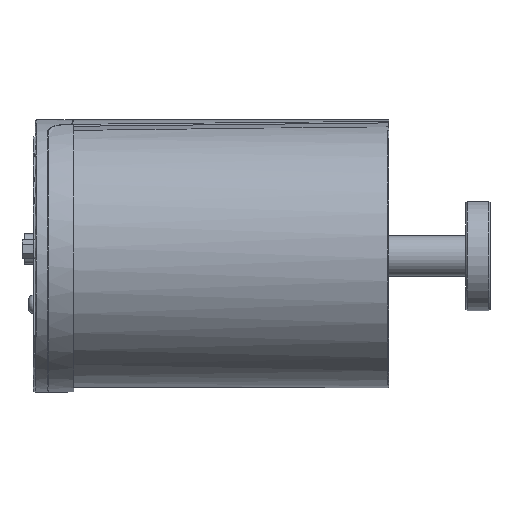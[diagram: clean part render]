
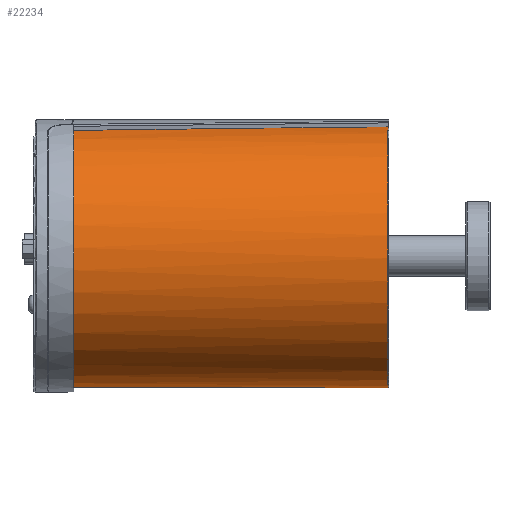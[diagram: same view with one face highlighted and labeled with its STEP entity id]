
A CAD part, left-side view. The second image highlights one B-rep face of the part: STEP entity #22234.
In plain terms, the highlighted cylindrical face has radius 41 mm (diameter 82 mm), a partial arc.
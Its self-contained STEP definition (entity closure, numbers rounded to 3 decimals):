
#238=ELLIPSE('',#24220,939.949,41.);
#239=ELLIPSE('',#24221,939.949,41.);
#6268=FACE_OUTER_BOUND('',#7661,.T.);
#7661=EDGE_LOOP('',(#19249,#19250,#19251,#19252));
#8558=CIRCLE('',#24191,41.);
#8573=CIRCLE('',#24222,41.);
#10511=VERTEX_POINT('',#37576);
#10512=VERTEX_POINT('',#37577);
#10514=VERTEX_POINT('',#37608);
#10515=VERTEX_POINT('',#37610);
#13445=EDGE_CURVE('',#10511,#10512,#8558,.T.);
#13460=EDGE_CURVE('',#10514,#10512,#238,.T.);
#13461=EDGE_CURVE('',#10511,#10515,#239,.T.);
#13462=EDGE_CURVE('',#10514,#10515,#8573,.T.);
#19249=ORIENTED_EDGE('',*,*,#13460,.T.);
#19250=ORIENTED_EDGE('',*,*,#13445,.F.);
#19251=ORIENTED_EDGE('',*,*,#13461,.T.);
#19252=ORIENTED_EDGE('',*,*,#13462,.F.);
#19928=CYLINDRICAL_SURFACE('',#24219,41.);
#22234=ADVANCED_FACE('',(#6268),#19928,.T.);
#24191=AXIS2_PLACEMENT_3D('',#37578,#29983,#29984);
#24219=AXIS2_PLACEMENT_3D('',#37607,#30039,#30040);
#24220=AXIS2_PLACEMENT_3D('',#37609,#30041,#30042);
#24221=AXIS2_PLACEMENT_3D('',#37611,#30043,#30044);
#24222=AXIS2_PLACEMENT_3D('',#37612,#30045,#30046);
#29983=DIRECTION('center_axis',(0.,-1.,0.));
#29984=DIRECTION('ref_axis',(-1.,0.,0.));
#30039=DIRECTION('center_axis',(0.,-1.,0.));
#30040=DIRECTION('ref_axis',(-1.,0.,0.));
#30041=DIRECTION('center_axis',(0.979,-0.044,-0.197));
#30042=DIRECTION('ref_axis',(-0.043,-0.999,0.009));
#30043=DIRECTION('center_axis',(-0.979,-0.044,
-0.197));
#30044=DIRECTION('ref_axis',(-0.043,0.999,-0.009));
#30045=DIRECTION('center_axis',(0.,1.,0.));
#30046=DIRECTION('ref_axis',(-1.,0.,0.));
#37576=CARTESIAN_POINT('',(-8.116,-68.6,40.189));
#37577=CARTESIAN_POINT('',(8.116,-68.6,40.189));
#37578=CARTESIAN_POINT('Origin',(0.,-68.6,
0.));
#37607=CARTESIAN_POINT('Origin',(0.,39.1,0.));
#37608=CARTESIAN_POINT('',(12.26,29.25,39.124));
#37609=CARTESIAN_POINT('Origin',(0.,-68.9,
0.));
#37610=CARTESIAN_POINT('',(-12.26,29.25,39.124));
#37611=CARTESIAN_POINT('Origin',(0.,-68.9,
0.));
#37612=CARTESIAN_POINT('Origin',(0.,29.25,
0.));
